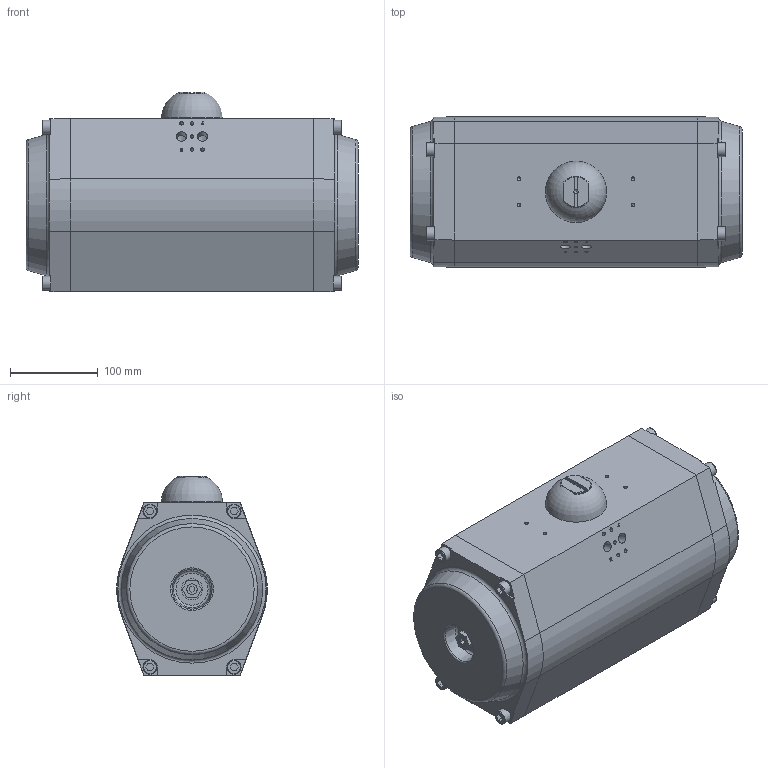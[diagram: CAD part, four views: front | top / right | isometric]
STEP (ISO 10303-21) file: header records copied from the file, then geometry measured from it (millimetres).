
FILE_DESCRIPTION(/* description */ ('Unknown'),/* implementation_level */ '2;1');
FILE_NAME(/* name */ 'DT660_ST264',/* time_stamp */ '2022-08-11T11:49:28+02:00',/* author */ ('Unknown'),/* organization */ ('Unknown'),/* preprocessor_version */ 'ST-DEVELOPER v16.7',/* originating_system */ 'Solid Edge',/* authorisation */ 'Unknown');
FILE_SCHEMA (('AUTOMOTIVE_DESIGN {1 0 10303 214 3 1 1}'));
Length unit declared in the file: millimetre
Products named in the file (1): DT660_ST264
Bounding box: 379 x 171.57 x 228 mm (x, y, z)
Volume: 10347065 mm3; surface area: 321958.1 mm2
Topology: 1 solids, 1 shells, 314 faces, 788 edges, 513 vertices
Faces by surface type: plane 203, cylinder 44, cone 40, torus 18, bspline 9
Full cylindrical faces by diameter (mm): 4.134 x9, 4.917 x1, 8.376 x4, 10.106 x4, 11.445 x2, 12 x2, 16 x8, 24 x2, 36 x1, 45 x1, 60 x1, 66.3 x1
Entity records: 10909 total; most frequent: CARTESIAN_POINT 1670, DIRECTION 1386, ORIENTED_EDGE 1336, EDGE_CURVE 668, VERTEX_POINT 491, LINE 484, VECTOR 484, AXIS2_PLACEMENT_3D 451
